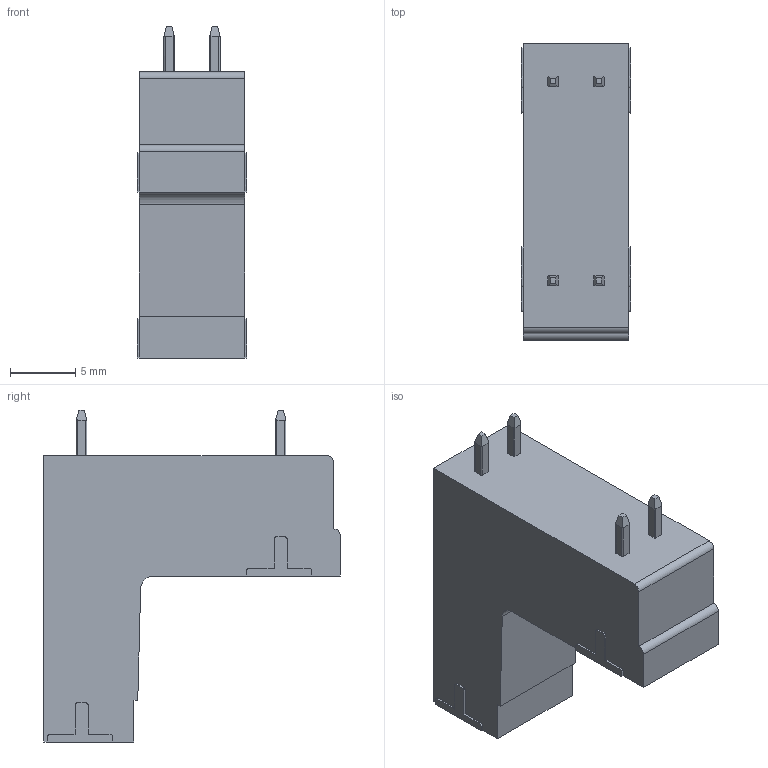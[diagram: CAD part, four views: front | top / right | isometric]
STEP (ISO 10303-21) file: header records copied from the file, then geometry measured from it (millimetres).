
FILE_DESCRIPTION((''),'2;1');
FILE_NAME('TLPHDC-005V-XXP','2024-08-08T13:48:48',('tluser'),(''),'CREO PARAMETRIC BY PTC INC, 2018100','CREO PARAMETRIC BY PTC INC, 2018100','');
FILE_SCHEMA(('CONFIG_CONTROL_DESIGN'));
Length unit declared in the file: millimetre
Products named in the file (1): TLPHDC-005V-XXP
Bounding box: 8.4 x 22.7 x 25.4 mm (x, y, z)
Volume: 1976.3 mm3; surface area: 2120.8 mm2
Topology: 1 solids, 1 shells, 378 faces, 1052 edges, 692 vertices
Faces by surface type: plane 255, cylinder 95, cone 20, torus 8
Entity records: 12186 total; most frequent: CARTESIAN_POINT 2400, ORIENTED_EDGE 2104, DIRECTION 1938, EDGE_CURVE 1052, VECTOR 778, LINE 778, VERTEX_POINT 692, AXIS2_PLACEMENT_3D 580
